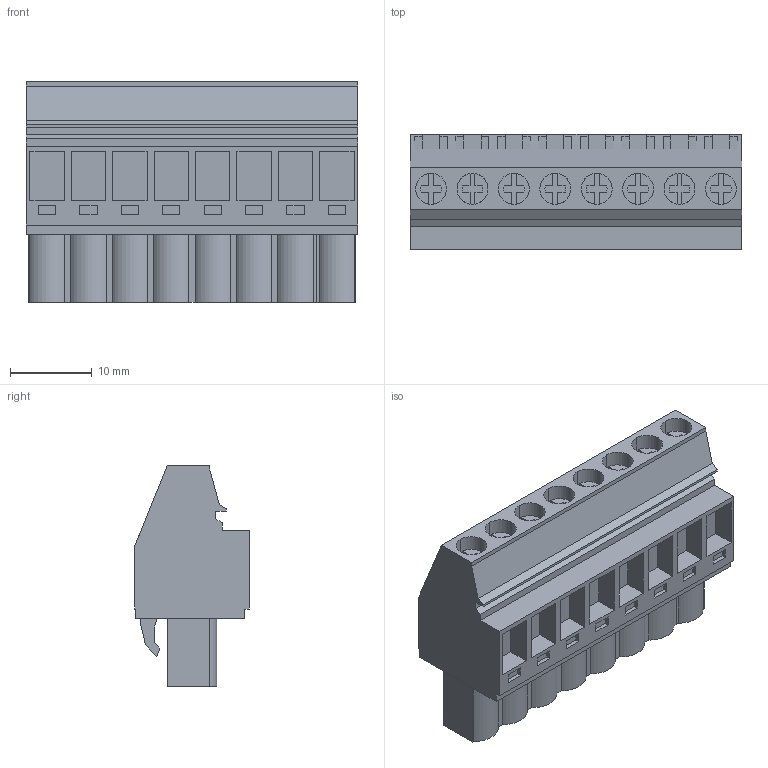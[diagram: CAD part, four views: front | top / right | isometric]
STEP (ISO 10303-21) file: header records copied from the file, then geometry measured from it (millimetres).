
FILE_DESCRIPTION(('CATIA V5 STEP','CAx-IF Rec.Pracs.--- Model Styling and Organization---1.2---2011-12-15'),'2;1');
FILE_NAME ('D1460149_0_1949080000_1949080000.stp','2017-09-09T07:23:52+00:00',('none'),('Weidmueller'),'CATIA Version 5-6 Release 2014','CATIA V5 STEP AP214','none');
FILE_SCHEMA(('AUTOMOTIVE_DESIGN { 1 0 10303 214 1 1 1 1 }'));
Length unit declared in the file: millimetre
Products named in the file (1): 1949080000
Bounding box: 40.64 x 14.1 x 27.1 mm (x, y, z)
Volume: 9221.9 mm3; surface area: 5653.6 mm2
Topology: 9 solids, 9 shells, 536 faces, 1496 edges, 1011 vertices
Faces by surface type: plane 464, cylinder 70, extrusion 2
Entity records: 15886 total; most frequent: ORIENTED_EDGE 2992, CARTESIAN_POINT 2860, DIRECTION 2146, EDGE_CURVE 1496, VECTOR 1322, LINE 1320, VERTEX_POINT 1011, EDGE_LOOP 571
